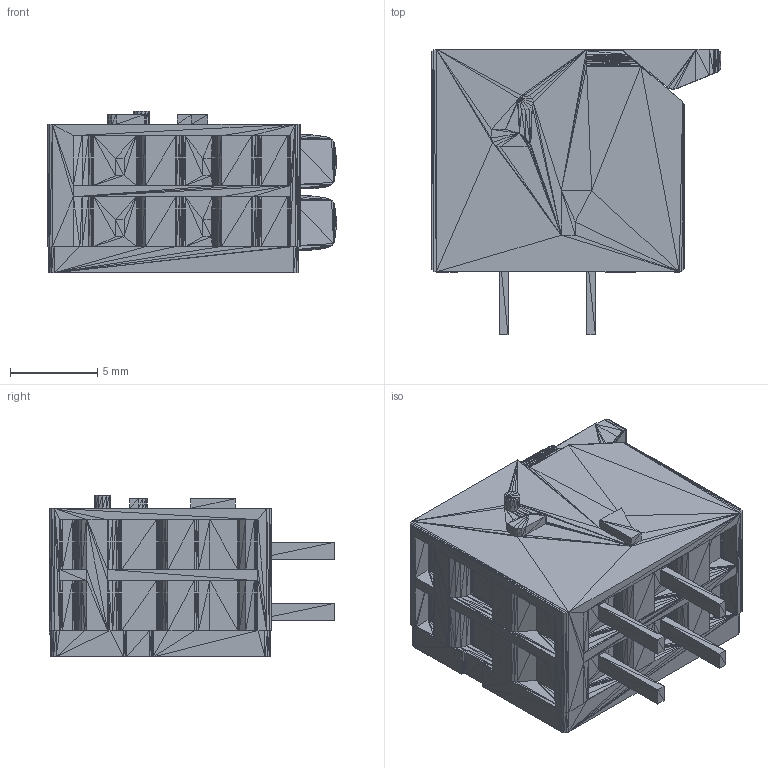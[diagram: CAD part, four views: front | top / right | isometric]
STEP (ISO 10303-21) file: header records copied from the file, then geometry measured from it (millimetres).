
FILE_DESCRIPTION((''),'2;1');
FILE_NAME('2601-1102', '2025-11-05T08:47:19', (''), (''), 'ImageToStl.com STEP Converter','', '');
FILE_SCHEMA(('AUTOMOTIVE_DESIGN_CC2'));
Length unit declared in the file: metre
Products named in the file (1): product0
Bounding box: 16.58 x 16.35 x 9.25 mm (x, y, z)
Surface area: 1302.1 mm2 (no closed solid volume)
Topology: 0 solids, 2266 shells, 2266 faces, 6798 edges, 1135 vertices
Faces by surface type: plane 2266
Entity records: 52150 total; most frequent: DIRECTION 11332, ORIENTED_EDGE 6798, EDGE_CURVE 6798, LINE 6798, VECTOR 6798, AXIS2_PLACEMENT_3D 2267, FACE_SURFACE 2266, PLANE 2266
